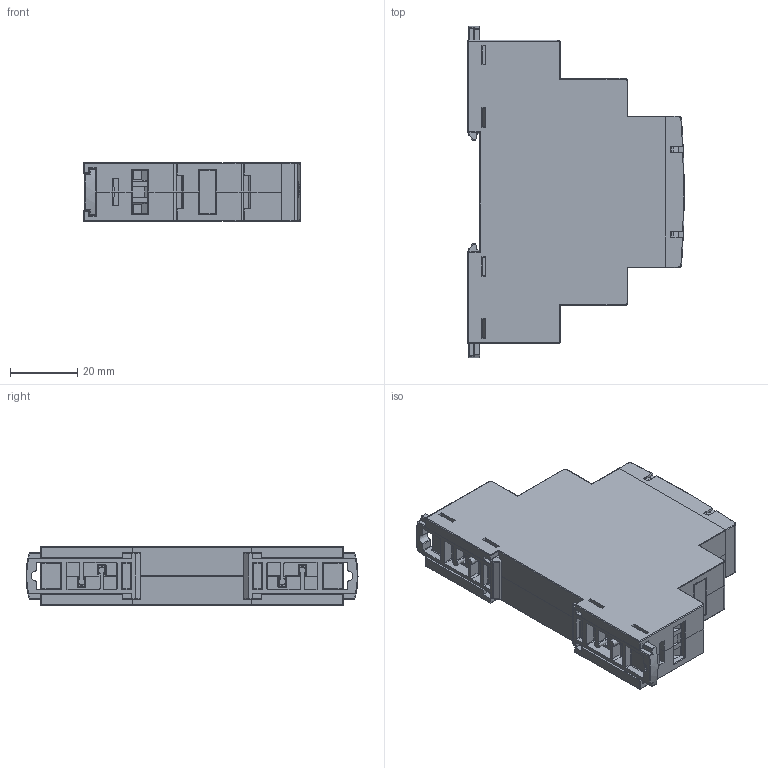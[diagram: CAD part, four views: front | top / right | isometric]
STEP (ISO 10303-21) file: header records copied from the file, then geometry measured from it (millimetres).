
FILE_DESCRIPTION (( 'STEP AP214' ), '1' );
FILE_NAME ('RPC-1AS-A230.STEP', '2020-05-04T05:44:16', ( 'konserwatorlok1' ), ( 'Microsoft' ), 'SwSTEP 2.0', 'SolidWorks 2020', '' );
FILE_SCHEMA (( 'AUTOMOTIVE_DESIGN' ));
Length unit declared in the file: millimetre
Products named in the file (8): MSG03001_Wkr©t krzy¾owy bez ˜rodkowego; RPC-1AS-A230; MSG03001_Wkr﹖ Krzyzowy; Obudowa uproszczona_Pod czas¢wk©; T4NW-2000 Zaczep na szynê DIN; MOD-0101-175 Zaœlepka (17,5 mm); MOD-0710-(...) Panel (...)- uproszczony_C; OU17-1900 Pokr皻這 -uproszczone
Assembly tree (12 placements, depth 2):
  RPC-1AS-A230
    Obudowa uproszczona_Pod czas¢wk©  x2
    MOD-0101-175 Zaœlepka (17,5 mm)  x2
    MSG03001_Wkr©t krzy¾owy bez ˜rodkowego
    T4NW-2000 Zaczep na szynê DIN  x2
    MSG03001_Wkr﹖ Krzyzowy
    MOD-0710-(...) Panel (...)- uproszczony_C
    OU17-1900 Pokr皻這 -uproszczone  x3
Bounding box: 64.24 x 98.6 x 17.5 mm (x, y, z)
Volume: 23511.7 mm3; surface area: 38235.8 mm2
Topology: 12 solids, 13 shells, 1877 faces, 4975 edges, 3197 vertices
Faces by surface type: plane 1150, cylinder 402, bspline 208, torus 54, sphere 44, cone 19
Full cylindrical faces by diameter (mm): 1 x6, 1.05 x6, 1.3 x2, 1.4 x5, 1.7 x2, 3 x2, 3.85 x6, 4 x7, 5.6 x3, 6 x2
Entity records: 41237 total; most frequent: CARTESIAN_POINT 12616, ORIENTED_EDGE 5726, DIRECTION 4886, EDGE_CURVE 2863, VECTOR 2038, LINE 2038, VERTEX_POINT 1872, AXIS2_PLACEMENT_3D 1424
